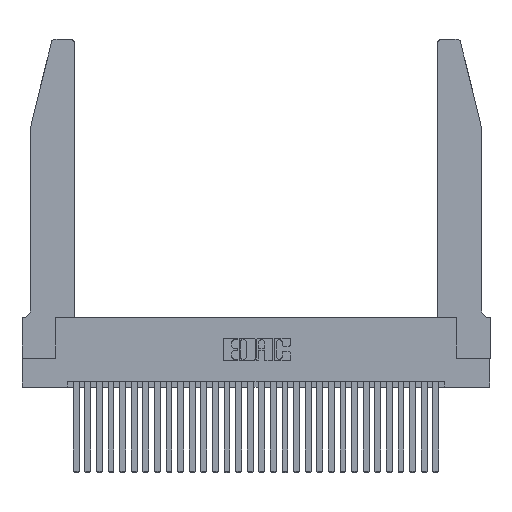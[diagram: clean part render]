
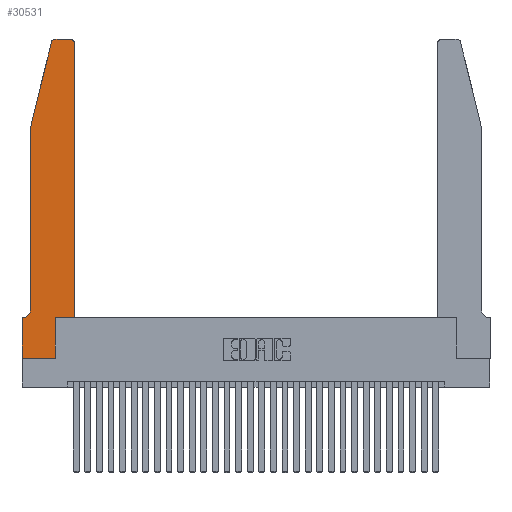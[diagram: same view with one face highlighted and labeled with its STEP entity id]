
A CAD part, top view. The second image highlights one B-rep face of the part: STEP entity #30531.
In plain terms, the highlighted planar face has unit normal (0, 0, 1).
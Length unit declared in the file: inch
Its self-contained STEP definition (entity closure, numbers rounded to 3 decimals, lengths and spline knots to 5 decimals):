
#18 = LINE ( 'NONE', #30708, #12416 ) ;
#98 = DIRECTION ( 'NONE',  ( 1., 0., 0. ) ) ;
#288 = DIRECTION ( 'NONE',  ( -1., 0., 0. ) ) ;
#408 = DIRECTION ( 'NONE',  ( -1., 0., 0. ) ) ;
#1019 = VECTOR ( 'NONE', #28110, 39.37008 ) ;
#1260 = ORIENTED_EDGE ( 'NONE', *, *, #13061, .T. ) ;
#1355 = VERTEX_POINT ( 'NONE', #6849 ) ;
#1841 = CARTESIAN_POINT ( 'NONE',  ( 0., 0.35, 0.37 ) ) ;
#2045 = CARTESIAN_POINT ( 'NONE',  ( 0.25487, 2.72718, 0.37 ) ) ;
#2088 = CARTESIAN_POINT ( 'NONE',  ( 0.4505, 2.72, 0.37 ) ) ;
#2302 = DIRECTION ( 'NONE',  ( 1., 0., 0. ) ) ;
#2315 = EDGE_CURVE ( 'NONE', #4451, #26168, #19053, .T. ) ;
#2860 = VECTOR ( 'NONE', #27286, 39.37008 ) ;
#3237 = DIRECTION ( 'NONE',  ( 0., 1., 0. ) ) ;
#3275 = VERTEX_POINT ( 'NONE', #2088 ) ;
#3302 = CARTESIAN_POINT ( 'NONE',  ( 0.4205, 2.72, 0.37 ) ) ;
#3340 = EDGE_CURVE ( 'NONE', #10228, #1355, #11789, .T. ) ;
#3402 = EDGE_CURVE ( 'NONE', #9719, #21571, #22122, .T. ) ;
#4451 = VERTEX_POINT ( 'NONE', #26305 ) ;
#4894 = LINE ( 'NONE', #17863, #30242 ) ;
#5003 = CIRCLE ( 'NONE', #18345, 0.03 ) ;
#5218 = LINE ( 'NONE', #15793, #11034 ) ;
#5237 = CARTESIAN_POINT ( 'NONE',  ( 0., 0., 0.37 ) ) ;
#5793 = DIRECTION ( 'NONE',  ( 1., 0., 0. ) ) ;
#5839 = ORIENTED_EDGE ( 'NONE', *, *, #2315, .T. ) ;
#6046 = DIRECTION ( 'NONE',  ( 0., -1., 0. ) ) ;
#6093 = AXIS2_PLACEMENT_3D ( 'NONE', #25470, #11363, #27833 ) ;
#6657 = CARTESIAN_POINT ( 'NONE',  ( 0., 0., 0.37 ) ) ;
#6701 = CARTESIAN_POINT ( 'NONE',  ( 0.0755, 2., 0.37 ) ) ;
#6742 = VECTOR ( 'NONE', #2302, 39.37008 ) ;
#6849 = CARTESIAN_POINT ( 'NONE',  ( 0.4505, 0.35, 0.37 ) ) ;
#8236 = VECTOR ( 'NONE', #408, 39.37008 ) ;
#8363 = CARTESIAN_POINT ( 'NONE',  ( 0.284, 2.75, 0.37 ) ) ;
#8899 = EDGE_CURVE ( 'NONE', #1355, #3275, #4894, .T. ) ;
#9291 = CARTESIAN_POINT ( 'NONE',  ( 0.0055, 0.35, 0.37 ) ) ;
#9719 = VERTEX_POINT ( 'NONE', #1841 ) ;
#10166 = ORIENTED_EDGE ( 'NONE', *, *, #3402, .T. ) ;
#10228 = VERTEX_POINT ( 'NONE', #27533 ) ;
#10265 = CARTESIAN_POINT ( 'NONE',  ( 0.0755, 0.35, 0.37 ) ) ;
#10489 = ORIENTED_EDGE ( 'NONE', *, *, #8899, .T. ) ;
#11034 = VECTOR ( 'NONE', #6046, 39.37008 ) ;
#11037 = ORIENTED_EDGE ( 'NONE', *, *, #3340, .T. ) ;
#11081 = ORIENTED_EDGE ( 'NONE', *, *, #28940, .T. ) ;
#11363 = DIRECTION ( 'NONE',  ( 0., 0., -1. ) ) ;
#11789 = LINE ( 'NONE', #19220, #6742 ) ;
#11915 = DIRECTION ( 'NONE',  ( 0., 1., 0. ) ) ;
#12416 = VECTOR ( 'NONE', #11915, 39.37008 ) ;
#13061 = EDGE_CURVE ( 'NONE', #28963, #23843, #24232, .T. ) ;
#13133 = ORIENTED_EDGE ( 'NONE', *, *, #22698, .T. ) ;
#13396 = EDGE_LOOP ( 'NONE', ( #19983, #21273, #1260, #15702, #5839, #13133, #10166, #22190, #11081, #11037, #10489, #28016 ) ) ;
#14126 = CARTESIAN_POINT ( 'NONE',  ( 0.284, 2.72, 0.37 ) ) ;
#14841 = DIRECTION ( 'NONE',  ( 0., 0., 1. ) ) ;
#14998 = AXIS2_PLACEMENT_3D ( 'NONE', #14126, #30515, #16546 ) ;
#15702 = ORIENTED_EDGE ( 'NONE', *, *, #25996, .T. ) ;
#15793 = CARTESIAN_POINT ( 'NONE',  ( 0.0755, 2., 0.37 ) ) ;
#16546 = DIRECTION ( 'NONE',  ( 1., 0., 0. ) ) ;
#17863 = CARTESIAN_POINT ( 'NONE',  ( 0.4505, 0.35, 0.37 ) ) ;
#17890 = CIRCLE ( 'NONE', #14998, 0.03 ) ;
#18048 = VECTOR ( 'NONE', #21105, 39.37008 ) ;
#18294 = EDGE_CURVE ( 'NONE', #3275, #22958, #5003, .T. ) ;
#18345 = AXIS2_PLACEMENT_3D ( 'NONE', #3302, #20259, #5793 ) ;
#19053 = CIRCLE ( 'NONE', #6093, 0.07 ) ;
#19173 = EDGE_CURVE ( 'NONE', #28628, #28963, #17890, .T. ) ;
#19220 = CARTESIAN_POINT ( 'NONE',  ( 0.4505, 0.35, 0.37 ) ) ;
#19312 = CARTESIAN_POINT ( 'NONE',  ( 0.2865, 0., 0.37 ) ) ;
#19983 = ORIENTED_EDGE ( 'NONE', *, *, #27273, .T. ) ;
#20259 = DIRECTION ( 'NONE',  ( 0., 0., 1. ) ) ;
#20563 = CARTESIAN_POINT ( 'NONE',  ( 0.4205, 2.75, 0.37 ) ) ;
#21105 = DIRECTION ( 'NONE',  ( -0.239, -0.971, 0. ) ) ;
#21273 = ORIENTED_EDGE ( 'NONE', *, *, #19173, .T. ) ;
#21571 = VERTEX_POINT ( 'NONE', #5237 ) ;
#21816 = PLANE ( 'NONE',  #27063 ) ;
#22122 = LINE ( 'NONE', #22567, #2860 ) ;
#22190 = ORIENTED_EDGE ( 'NONE', *, *, #24962, .T. ) ;
#22567 = CARTESIAN_POINT ( 'NONE',  ( 0., 0., 0.37 ) ) ;
#22698 = EDGE_CURVE ( 'NONE', #26168, #9719, #24183, .T. ) ;
#22958 = VERTEX_POINT ( 'NONE', #20563 ) ;
#23843 = VERTEX_POINT ( 'NONE', #26233 ) ;
#24183 = LINE ( 'NONE', #10265, #30406 ) ;
#24232 = LINE ( 'NONE', #6701, #18048 ) ;
#24440 = FACE_OUTER_BOUND ( 'NONE', #13396, .T. ) ;
#24962 = EDGE_CURVE ( 'NONE', #21571, #28355, #26609, .T. ) ;
#25470 = CARTESIAN_POINT ( 'NONE',  ( 0.0055, 0.42, 0.37 ) ) ;
#25996 = EDGE_CURVE ( 'NONE', #23843, #4451, #5218, .T. ) ;
#26168 = VERTEX_POINT ( 'NONE', #9291 ) ;
#26233 = CARTESIAN_POINT ( 'NONE',  ( 0.0755, 2., 0.37 ) ) ;
#26305 = CARTESIAN_POINT ( 'NONE',  ( 0.0755, 0.42, 0.37 ) ) ;
#26609 = LINE ( 'NONE', #6657, #1019 ) ;
#27063 = AXIS2_PLACEMENT_3D ( 'NONE', #28842, #14841, #98 ) ;
#27201 = LINE ( 'NONE', #29139, #8236 ) ;
#27273 = EDGE_CURVE ( 'NONE', #22958, #28628, #27201, .T. ) ;
#27286 = DIRECTION ( 'NONE',  ( 0., -1., 0. ) ) ;
#27533 = CARTESIAN_POINT ( 'NONE',  ( 0.2865, 0.35, 0.37 ) ) ;
#27833 = DIRECTION ( 'NONE',  ( -1., 0., 0. ) ) ;
#28016 = ORIENTED_EDGE ( 'NONE', *, *, #18294, .T. ) ;
#28110 = DIRECTION ( 'NONE',  ( 1., 0., 0. ) ) ;
#28355 = VERTEX_POINT ( 'NONE', #19312 ) ;
#28628 = VERTEX_POINT ( 'NONE', #8363 ) ;
#28842 = CARTESIAN_POINT ( 'NONE',  ( 0., 0.35, 0.37 ) ) ;
#28940 = EDGE_CURVE ( 'NONE', #28355, #10228, #18, .T. ) ;
#28963 = VERTEX_POINT ( 'NONE', #2045 ) ;
#29139 = CARTESIAN_POINT ( 'NONE',  ( 0.2605, 2.75, 0.37 ) ) ;
#30242 = VECTOR ( 'NONE', #3237, 39.37008 ) ;
#30406 = VECTOR ( 'NONE', #288, 39.37008 ) ;
#30515 = DIRECTION ( 'NONE',  ( 0., 0., 1. ) ) ;
#30531 = ADVANCED_FACE ( 'NONE', ( #24440 ), #21816, .T. ) ;
#30708 = CARTESIAN_POINT ( 'NONE',  ( 0.2865, 0.35, 0.37 ) ) ;
